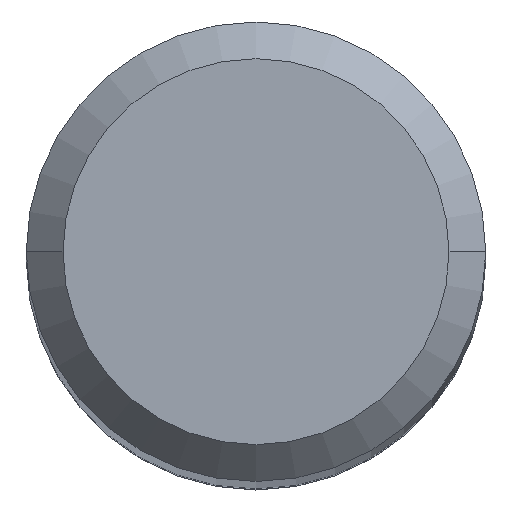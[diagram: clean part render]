
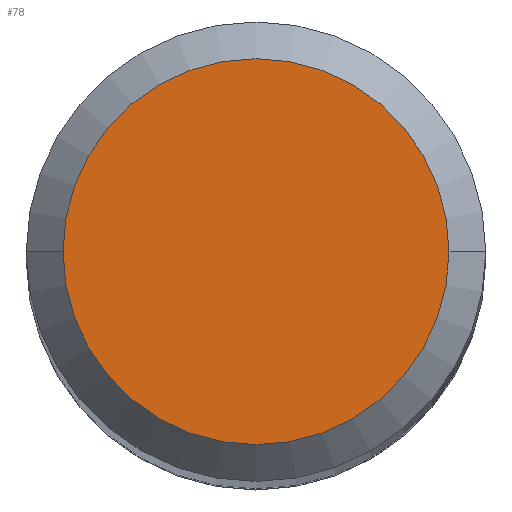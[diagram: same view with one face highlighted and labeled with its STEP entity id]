
A CAD part, top view. The second image highlights one B-rep face of the part: STEP entity #78.
In plain terms, the highlighted planar face has unit normal (0, 0, 1).
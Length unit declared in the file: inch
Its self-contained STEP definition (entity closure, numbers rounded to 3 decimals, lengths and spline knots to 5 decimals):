
#47 = EDGE_CURVE ( 'NONE', #183, #262, #169, .T. ) ;
#49 = DIRECTION ( 'NONE',  ( 0., 0., 1. ) ) ;
#65 = CARTESIAN_POINT ( 'NONE',  ( 0., 0., 2. ) ) ;
#70 = ORIENTED_EDGE ( 'NONE', *, *, #232, .T. ) ;
#78 = ADVANCED_FACE ( 'NONE', ( #259 ), #283, .T. ) ;
#126 = EDGE_LOOP ( 'NONE', ( #377, #70 ) ) ;
#134 = AXIS2_PLACEMENT_3D ( 'NONE', #258, #229, #253 ) ;
#145 = CARTESIAN_POINT ( 'NONE',  ( -0.07875, 0., 2. ) ) ;
#169 = CIRCLE ( 'NONE', #134, 0.07875 ) ;
#174 = AXIS2_PLACEMENT_3D ( 'NONE', #65, #343, #364 ) ;
#183 = VERTEX_POINT ( 'NONE', #145 ) ;
#187 = CARTESIAN_POINT ( 'NONE',  ( 0.07875, 0., 2. ) ) ;
#228 = CARTESIAN_POINT ( 'NONE',  ( 0., 0., 2. ) ) ;
#229 = DIRECTION ( 'NONE',  ( 0., 0., 1. ) ) ;
#232 = EDGE_CURVE ( 'NONE', #262, #183, #356, .T. ) ;
#253 = DIRECTION ( 'NONE',  ( 1., 0., 0. ) ) ;
#258 = CARTESIAN_POINT ( 'NONE',  ( 0., 0., 2. ) ) ;
#259 = FACE_OUTER_BOUND ( 'NONE', #126, .T. ) ;
#262 = VERTEX_POINT ( 'NONE', #187 ) ;
#282 = DIRECTION ( 'NONE',  ( 1., 0., 0. ) ) ;
#283 = PLANE ( 'NONE',  #294 ) ;
#294 = AXIS2_PLACEMENT_3D ( 'NONE', #228, #49, #282 ) ;
#343 = DIRECTION ( 'NONE',  ( 0., 0., 1. ) ) ;
#356 = CIRCLE ( 'NONE', #174, 0.07875 ) ;
#364 = DIRECTION ( 'NONE',  ( 1., 0., 0. ) ) ;
#377 = ORIENTED_EDGE ( 'NONE', *, *, #47, .T. ) ;
